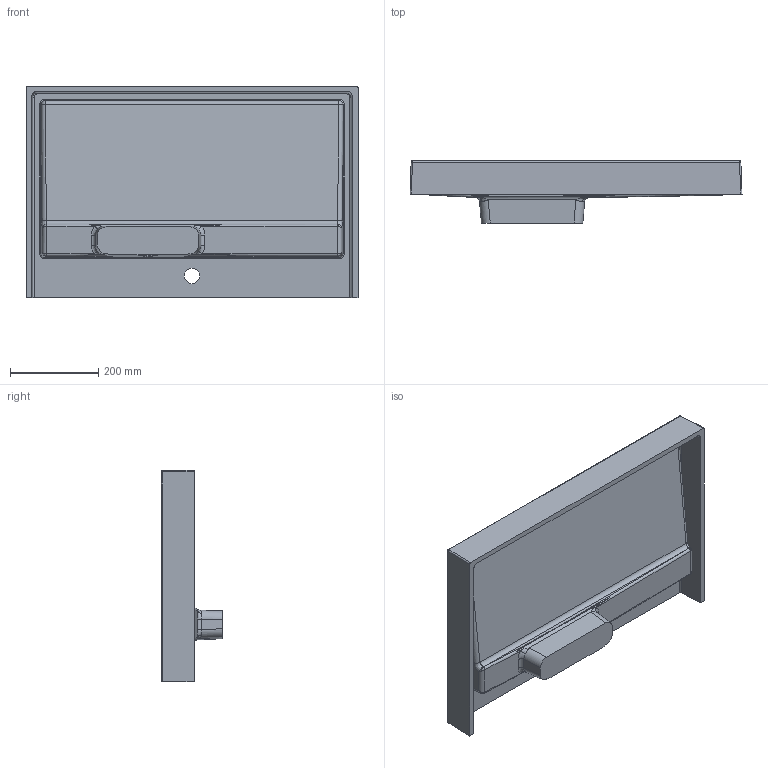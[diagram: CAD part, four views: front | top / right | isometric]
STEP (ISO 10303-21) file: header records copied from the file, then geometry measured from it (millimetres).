
FILE_DESCRIPTION (( 'STEP AP214' ), '1' );
FILE_NAME ('Agness 750.STEP', '2023-07-07T07:42:52', ( 'User Windows' ), ( '' ), 'SwSTEP 2.0', 'SolidWorks 2020', '' );
FILE_SCHEMA (( 'AUTOMOTIVE_DESIGN' ));
Length unit declared in the file: millimetre
Products named in the file (1): Agness 750
Bounding box: 751 x 140 x 479.26 mm (x, y, z)
Volume: 6898379.3 mm3; surface area: 1254951.2 mm2
Topology: 2 solids, 2 shells, 218 faces, 530 edges, 304 vertices
Faces by surface type: bspline 85, cylinder 81, plane 48, sphere 4
Full cylindrical faces by diameter (mm): 35 x1, 45 x1
Entity records: 9249 total; most frequent: CARTESIAN_POINT 4980, ORIENTED_EDGE 1028, DIRECTION 711, EDGE_CURVE 514, VERTEX_POINT 304, AXIS2_PLACEMENT_3D 261, EDGE_LOOP 226, FACE_OUTER_BOUND 220
